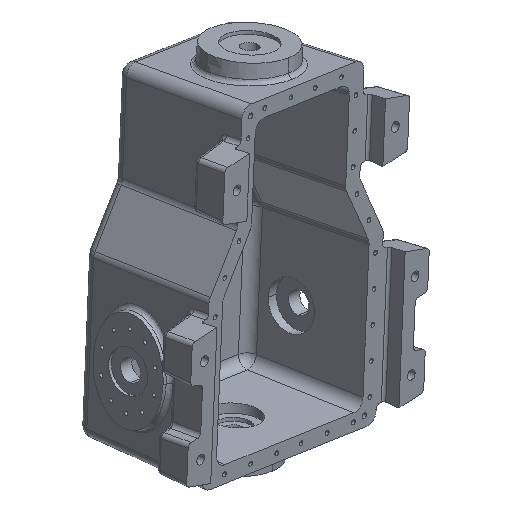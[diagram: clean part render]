
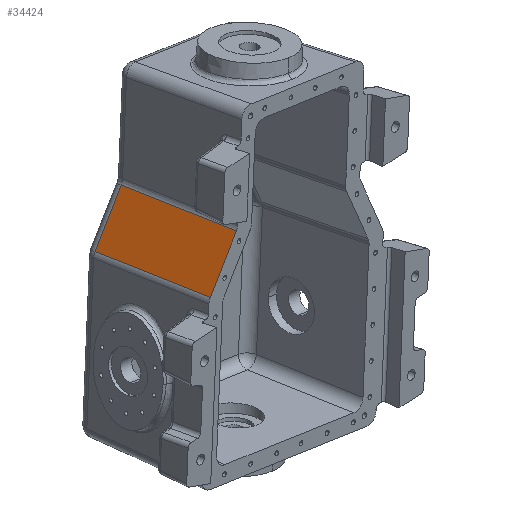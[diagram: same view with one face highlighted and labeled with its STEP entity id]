
A CAD part, top view. The second image highlights one B-rep face of the part: STEP entity #34424.
In plain terms, the highlighted planar face has unit normal (-0.585, 0.236, 0.776).
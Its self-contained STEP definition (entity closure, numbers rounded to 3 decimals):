
#32 = PLANE('',#33);
#33 = AXIS2_PLACEMENT_3D('',#34,#35,#36);
#34 = CARTESIAN_POINT('',(333.,44.,444.));
#35 = DIRECTION('',(0.744,-0.287,0.603));
#36 = DIRECTION('',(0.667,0.269,-0.695));
#167 = VERTEX_POINT('',#168);
#168 = CARTESIAN_POINT('',(183.349,350.593,774.325)
  );
#184 = CYLINDRICAL_SURFACE('',#185,25.);
#185 = AXIS2_PLACEMENT_3D('',#186,#187,#188);
#186 = CARTESIAN_POINT('',(602.281,183.504,
    1108.762));
#187 = DIRECTION('',(-0.721,0.287,-0.631));
#188 = DIRECTION('',(-0.693,-0.259,0.673));
#218 = EDGE_CURVE('',#219,#167,#221,.T.);
#219 = VERTEX_POINT('',#220);
#220 = CARTESIAN_POINT('',(233.247,477.859,
    773.261));
#221 = SURFACE_CURVE('',#222,(#226,#233),.PCURVE_S1.);
#222 = LINE('',#223,#224);
#223 = CARTESIAN_POINT('',(233.247,477.859,
    773.261));
#224 = VECTOR('',#225,1.);
#225 = DIRECTION('',(-0.365,-0.931,0.008)
  );
#226 = PCURVE('',#32,#227);
#227 = DEFINITIONAL_REPRESENTATION('',(#228),#232);
#228 = LINE('',#229,#230);
#229 = CARTESIAN_POINT('',(-178.343,524.205));
#230 = VECTOR('',#231,1.);
#231 = DIRECTION('',(-0.5,-0.866));
#232 = ( GEOMETRIC_REPRESENTATION_CONTEXT(2) 
PARAMETRIC_REPRESENTATION_CONTEXT() REPRESENTATION_CONTEXT('2D SPACE',''
  ) );
#233 = PCURVE('',#234,#239);
#234 = PLANE('',#235);
#235 = AXIS2_PLACEMENT_3D('',#236,#237,#238);
#236 = CARTESIAN_POINT('',(240.362,496.006,
    773.109));
#237 = DIRECTION('',(-0.585,0.236,0.776));
#238 = DIRECTION('',(-0.365,-0.931,0.008)
  );
#239 = DEFINITIONAL_REPRESENTATION('',(#240),#244);
#240 = LINE('',#241,#242);
#241 = CARTESIAN_POINT('',(19.493,0.));
#242 = VECTOR('',#243,1.);
#243 = DIRECTION('',(1.,0.));
#244 = ( GEOMETRIC_REPRESENTATION_CONTEXT(2) 
PARAMETRIC_REPRESENTATION_CONTEXT() REPRESENTATION_CONTEXT('2D SPACE',''
  ) );
#264 = CYLINDRICAL_SURFACE('',#265,25.);
#265 = AXIS2_PLACEMENT_3D('',#266,#267,#268);
#266 = CARTESIAN_POINT('',(-416.484,736.965,
    236.836));
#267 = DIRECTION('',(0.721,-0.287,0.631));
#268 = DIRECTION('',(0.585,-0.236,-0.776));
#18520 = CYLINDRICAL_SURFACE('',#18521,25.);
#18521 = AXIS2_PLACEMENT_3D('',#18522,#18523,#18524);
#18522 = CARTESIAN_POINT('',(-624.478,-1102.362,
    574.687));
#18523 = DIRECTION('',(0.365,0.931,-0.008
    ));
#18524 = DIRECTION('',(-0.744,0.287,-0.603));
#31075 = VERTEX_POINT('',#31076);
#31076 = CARTESIAN_POINT('',(-37.26,438.547,
    581.255));
#31146 = EDGE_CURVE('',#31075,#31147,#31149,.T.);
#31147 = VERTEX_POINT('',#31148);
#31148 = CARTESIAN_POINT('',(12.638,565.813,
    580.191));
#31149 = SURFACE_CURVE('',#31150,(#31154,#31161),.PCURVE_S1.);
#31150 = LINE('',#31151,#31152);
#31151 = CARTESIAN_POINT('',(-37.26,438.547,
    581.255));
#31152 = VECTOR('',#31153,1.);
#31153 = DIRECTION('',(0.365,0.931,-0.008
    ));
#31154 = PCURVE('',#18520,#31155);
#31155 = DEFINITIONAL_REPRESENTATION('',(#31156),#31160);
#31156 = LINE('',#31157,#31158);
#31157 = CARTESIAN_POINT('',(1.536,1648.832));
#31158 = VECTOR('',#31159,1.);
#31159 = DIRECTION('',(0.,1.));
#31160 = ( GEOMETRIC_REPRESENTATION_CONTEXT(2) 
PARAMETRIC_REPRESENTATION_CONTEXT() REPRESENTATION_CONTEXT('2D SPACE',''
  ) );
#31161 = PCURVE('',#234,#31162);
#31162 = DEFINITIONAL_REPRESENTATION('',(#31163),#31167);
#31163 = LINE('',#31164,#31165);
#31164 = CARTESIAN_POINT('',(153.335,-306.059));
#31165 = VECTOR('',#31166,1.);
#31166 = DIRECTION('',(-1.,0.));
#31167 = ( GEOMETRIC_REPRESENTATION_CONTEXT(2) 
PARAMETRIC_REPRESENTATION_CONTEXT() REPRESENTATION_CONTEXT('2D SPACE',''
  ) );
#34401 = EDGE_CURVE('',#31147,#219,#34402,.T.);
#34402 = SURFACE_CURVE('',#34403,(#34407,#34414),.PCURVE_S1.);
#34403 = LINE('',#34404,#34405);
#34404 = CARTESIAN_POINT('',(12.638,565.813,
    580.191));
#34405 = VECTOR('',#34406,1.);
#34406 = DIRECTION('',(0.721,-0.287,0.631));
#34407 = PCURVE('',#264,#34408);
#34408 = DEFINITIONAL_REPRESENTATION('',(#34409),#34413);
#34409 = LINE('',#34410,#34411);
#34410 = CARTESIAN_POINT('',(0.,575.07));
#34411 = VECTOR('',#34412,1.);
#34412 = DIRECTION('',(0.,1.));
#34413 = ( GEOMETRIC_REPRESENTATION_CONTEXT(2) 
PARAMETRIC_REPRESENTATION_CONTEXT() REPRESENTATION_CONTEXT('2D SPACE',''
  ) );
#34414 = PCURVE('',#234,#34415);
#34415 = DEFINITIONAL_REPRESENTATION('',(#34416),#34420);
#34416 = LINE('',#34417,#34418);
#34417 = CARTESIAN_POINT('',(16.632,-306.059));
#34418 = VECTOR('',#34419,1.);
#34419 = DIRECTION('',(0.009,1.));
#34420 = ( GEOMETRIC_REPRESENTATION_CONTEXT(2) 
PARAMETRIC_REPRESENTATION_CONTEXT() REPRESENTATION_CONTEXT('2D SPACE',''
  ) );
#34424 = ADVANCED_FACE('',(#34425),#234,.T.);
#34425 = FACE_BOUND('',#34426,.F.);
#34426 = EDGE_LOOP('',(#34427,#34428,#34429,#34450));
#34427 = ORIENTED_EDGE('',*,*,#34401,.T.);
#34428 = ORIENTED_EDGE('',*,*,#218,.T.);
#34429 = ORIENTED_EDGE('',*,*,#34430,.T.);
#34430 = EDGE_CURVE('',#167,#31075,#34431,.T.);
#34431 = SURFACE_CURVE('',#34432,(#34436,#34443),.PCURVE_S1.);
#34432 = LINE('',#34433,#34434);
#34433 = CARTESIAN_POINT('',(183.349,350.593,
    774.325));
#34434 = VECTOR('',#34435,1.);
#34435 = DIRECTION('',(-0.721,0.287,-0.631));
#34436 = PCURVE('',#234,#34437);
#34437 = DEFINITIONAL_REPRESENTATION('',(#34438),#34442);
#34438 = LINE('',#34439,#34440);
#34439 = CARTESIAN_POINT('',(156.195,0.));
#34440 = VECTOR('',#34441,1.);
#34441 = DIRECTION('',(-0.009,-1.));
#34442 = ( GEOMETRIC_REPRESENTATION_CONTEXT(2) 
PARAMETRIC_REPRESENTATION_CONTEXT() REPRESENTATION_CONTEXT('2D SPACE',''
  ) );
#34443 = PCURVE('',#184,#34444);
#34444 = DEFINITIONAL_REPRESENTATION('',(#34445),#34449);
#34445 = LINE('',#34446,#34447);
#34446 = CARTESIAN_POINT('',(0.523,560.934));
#34447 = VECTOR('',#34448,1.);
#34448 = DIRECTION('',(0.,1.));
#34449 = ( GEOMETRIC_REPRESENTATION_CONTEXT(2) 
PARAMETRIC_REPRESENTATION_CONTEXT() REPRESENTATION_CONTEXT('2D SPACE',''
  ) );
#34450 = ORIENTED_EDGE('',*,*,#31146,.T.);
